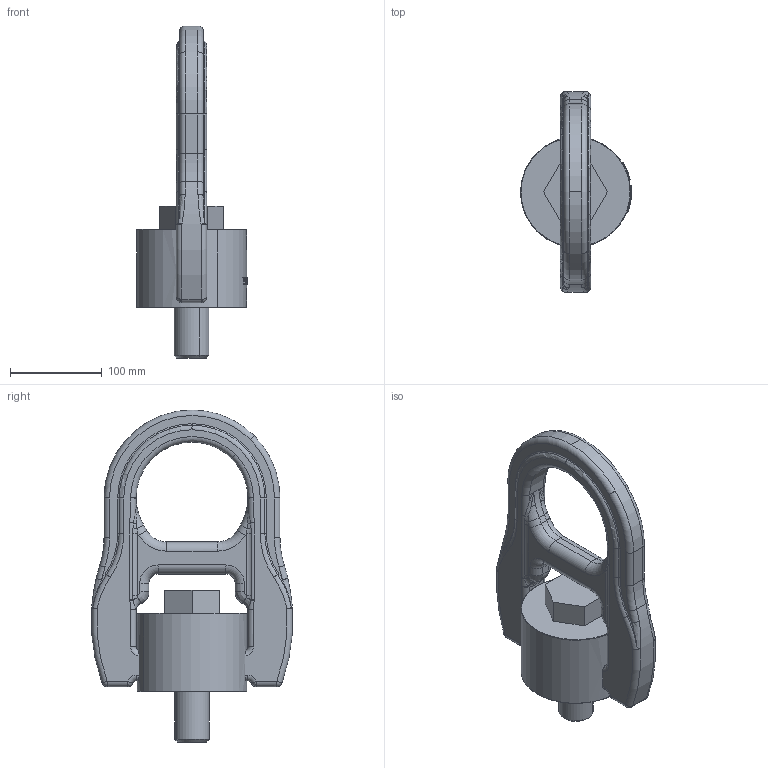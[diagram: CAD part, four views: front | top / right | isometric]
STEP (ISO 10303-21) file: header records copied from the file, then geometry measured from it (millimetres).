
FILE_DESCRIPTION(('CATIA V5 STEP Exchange'),'2;1');
FILE_NAME('8-204-125.stp','2017-06-16T08:13:53+00:00',('none'),('none'),'CATIA Version 5 Release 21 GA (IN-10)','CATIA V5 STEP AP203','none');
FILE_SCHEMA(('CONFIG_CONTROL_DESIGN'));
Length unit declared in the file: millimetre
Products named in the file (1): 8-204-125
Bounding box: 121 x 219.04 x 362.2 mm (x, y, z)
Volume: 2035809.4 mm3; surface area: 163157.4 mm2
Topology: 1 solids, 1 shells, 538 faces, 1425 edges, 880 vertices
Faces by surface type: plane 267, cylinder 97, torus 80, bspline 64, sphere 20, cone 6, extrusion 4
Entity records: 21260 total; most frequent: CARTESIAN_POINT 9635, ORIENTED_EDGE 2810, DIRECTION 1683, EDGE_CURVE 1405, VERTEX_POINT 880, AXIS2_PLACEMENT_3D 769, B_SPLINE_CURVE_WITH_KNOTS 629, EDGE_LOOP 553
